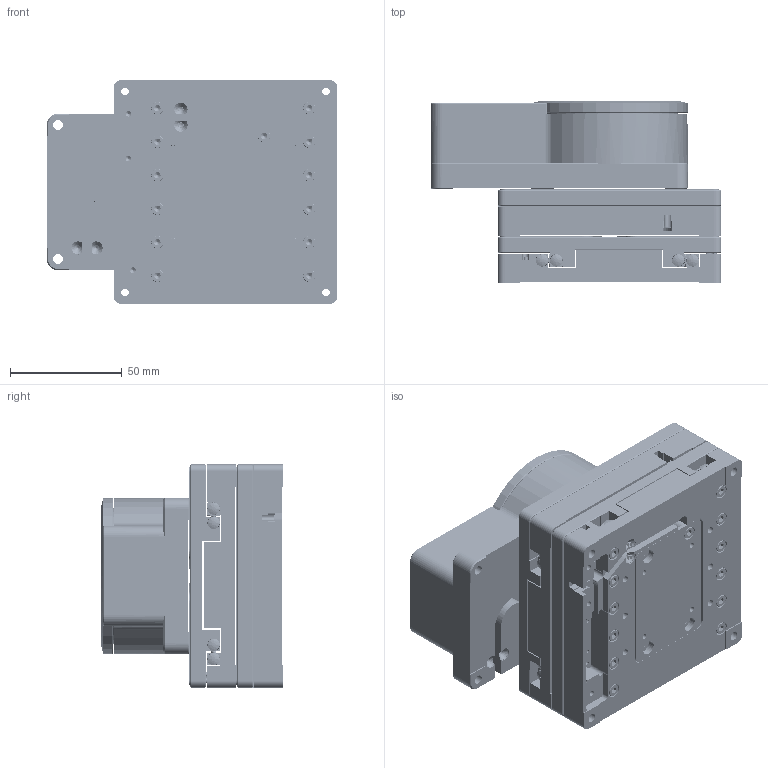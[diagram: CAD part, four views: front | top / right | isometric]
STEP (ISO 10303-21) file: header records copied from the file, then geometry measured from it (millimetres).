
FILE_DESCRIPTION (( 'STEP AP203' ), '1' );
FILE_NAME ('X-Y-Φ位移台.STEP', '2018-10-27T03:22:08', ( 'user' ), ( '微软中国' ), 'SwSTEP 2.0', 'SolidWorks 2016', '' );
FILE_SCHEMA (( 'CONFIG_CONTROL_DESIGN' ));
Products named in the file (1): X-Y-朴弇痄怢
Bounding box: 130 x 81.4 x 100 mm (x, y, z)
Surface area: 236638.7 mm2 (no closed solid volume)
Topology: 0 solids, 348 shells, 7949 faces, 20219 edges, 12743 vertices
Faces by surface type: plane 4354, cylinder 1977, cone 1426, bspline 192
Entity records: 255508 total; most frequent: CARTESIAN_POINT 65012, DIRECTION 39128, ORIENTED_EDGE 38766, EDGE_CURVE 19917, AXIS2_PLACEMENT_3D 13445, VERTEX_POINT 12743, LINE 12238, VECTOR 12238
